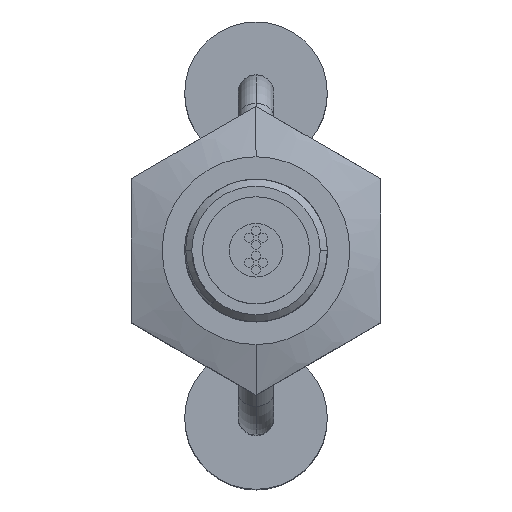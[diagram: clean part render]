
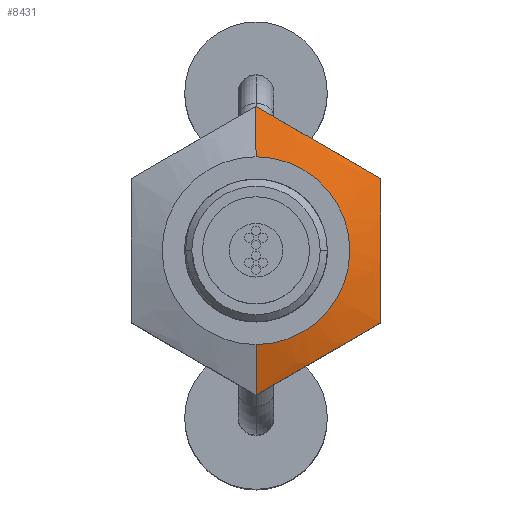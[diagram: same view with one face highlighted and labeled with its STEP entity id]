
A CAD part, top view. The second image highlights one B-rep face of the part: STEP entity #8431.
In plain terms, the highlighted conical face has half-angle 72.854 degrees and reference radius 4.042 mm.
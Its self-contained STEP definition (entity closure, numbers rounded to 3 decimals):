
#256 = CARTESIAN_POINT ( 'NONE',  ( -3.031, -1.75, 0.795 ) ) ;
#465 = VERTEX_POINT ( 'NONE', #8030 ) ;
#507 = CARTESIAN_POINT ( 'NONE',  ( -2.631, 0., 1. ) ) ;
#617 = DIRECTION ( 'NONE',  ( -0.956, 0., -0.295 ) ) ;
#1182 = CARTESIAN_POINT ( 'NONE',  ( 2.631, 0., 1. ) ) ;
#1715 = VERTEX_POINT ( 'NONE', #507 ) ;
#1841 = CARTESIAN_POINT ( 'NONE',  ( -4.041, 0., 0.565 ) ) ;
#1976 = DIRECTION ( 'NONE',  ( 0., 0., 1. ) ) ;
#2083 = B_SPLINE_CURVE_WITH_KNOTS ( 'NONE', 3,
 ( #1841, #6406, #256, #6308, #5709 ),
 .UNSPECIFIED., .F., .F.,
 ( 4, 1, 4 ),
 ( 0., 0.002, 0.004 ),
 .UNSPECIFIED. ) ;
#2220 = CARTESIAN_POINT ( 'NONE',  ( 2.358, -2.917, 0.669 ) ) ;
#2425 = CARTESIAN_POINT ( 'NONE',  ( 4.041, 0., 0.565 ) ) ;
#3148 = CARTESIAN_POINT ( 'NONE',  ( 3.031, -1.75, 0.795 ) ) ;
#3262 = EDGE_CURVE ( 'NONE', #4577, #465, #2083, .T. ) ;
#3265 = CARTESIAN_POINT ( 'NONE',  ( -0.694, -3.5, 0.731 ) ) ;
#3416 = CARTESIAN_POINT ( 'NONE',  ( -1.36, -3.5, 0.667 ) ) ;
#3634 = ORIENTED_EDGE ( 'NONE', *, *, #7802, .F. ) ;
#3674 = EDGE_CURVE ( 'NONE', #465, #9134, #7636, .T. ) ;
#3756 = FACE_OUTER_BOUND ( 'NONE', #8051, .T. ) ;
#3871 = EDGE_CURVE ( 'NONE', #9134, #6361, #4081, .T. ) ;
#4081 = B_SPLINE_CURVE_WITH_KNOTS ( 'NONE', 3,
 ( #9093, #2220, #3148, #7680, #8418 ),
 .UNSPECIFIED., .F., .F.,
 ( 4, 1, 4 ),
 ( 0., 0.002, 0.004 ),
 .UNSPECIFIED. ) ;
#4102 = CARTESIAN_POINT ( 'NONE',  ( -4.041, 0., 0.565 ) ) ;
#4179 = ORIENTED_EDGE ( 'NONE', *, *, #3871, .T. ) ;
#4395 = LINE ( 'NONE', #7515, #5306 ) ;
#4577 = VERTEX_POINT ( 'NONE', #4102 ) ;
#4849 = EDGE_CURVE ( 'NONE', #6588, #6361, #8569, .T. ) ;
#4858 = CONICAL_SURFACE ( 'NONE', #8499, 4.041, 1.272 ) ;
#4877 = CARTESIAN_POINT ( 'NONE',  ( 4.041, 0., 0.565 ) ) ;
#5306 = VECTOR ( 'NONE', #617, 1000. ) ;
#5375 = ORIENTED_EDGE ( 'NONE', *, *, #6095, .T. ) ;
#5479 = CIRCLE ( 'NONE', #7384, 2.631 ) ;
#5709 = CARTESIAN_POINT ( 'NONE',  ( -2.021, -3.5, 0.565 ) ) ;
#5798 = CARTESIAN_POINT ( 'NONE',  ( 2.021, -3.5, 0.565 ) ) ;
#6095 = EDGE_CURVE ( 'NONE', #1715, #4577, #4395, .T. ) ;
#6299 = CARTESIAN_POINT ( 'NONE',  ( 0., 0., 1. ) ) ;
#6308 = CARTESIAN_POINT ( 'NONE',  ( -2.358, -2.917, 0.669 ) ) ;
#6361 = VERTEX_POINT ( 'NONE', #4877 ) ;
#6406 = CARTESIAN_POINT ( 'NONE',  ( -3.705, -0.583, 0.669 ) ) ;
#6447 = CARTESIAN_POINT ( 'NONE',  ( 0.657, -3.5, 0.733 ) ) ;
#6501 = ORIENTED_EDGE ( 'NONE', *, *, #3262, .T. ) ;
#6574 = ORIENTED_EDGE ( 'NONE', *, *, #4849, .F. ) ;
#6588 = VERTEX_POINT ( 'NONE', #1182 ) ;
#6785 = CARTESIAN_POINT ( 'NONE',  ( 0., 0., 0.565 ) ) ;
#6863 = VECTOR ( 'NONE', #7093, 1000. ) ;
#7093 = DIRECTION ( 'NONE',  ( 0.956, 0., -0.295 ) ) ;
#7384 = AXIS2_PLACEMENT_3D ( 'NONE', #6299, #1976, #7839 ) ;
#7515 = CARTESIAN_POINT ( 'NONE',  ( -4.041, 0., 0.565 ) ) ;
#7636 = B_SPLINE_CURVE_WITH_KNOTS ( 'NONE', 3,
 ( #7785, #3416, #3265, #6447, #8895, #5798 ),
 .UNSPECIFIED., .F., .F.,
 ( 4, 2, 4 ),
 ( 0.004, 0.006, 0.008 ),
 .UNSPECIFIED. ) ;
#7680 = CARTESIAN_POINT ( 'NONE',  ( 3.705, -0.583, 0.669 ) ) ;
#7785 = CARTESIAN_POINT ( 'NONE',  ( -2.021, -3.5, 0.565 ) ) ;
#7802 = EDGE_CURVE ( 'NONE', #1715, #6588, #5479, .T. ) ;
#7839 = DIRECTION ( 'NONE',  ( 1., 0., 0. ) ) ;
#8030 = CARTESIAN_POINT ( 'NONE',  ( -2.021, -3.5, 0.565 ) ) ;
#8051 = EDGE_LOOP ( 'NONE', ( #3634, #5375, #6501, #8358, #4179, #6574 ) ) ;
#8358 = ORIENTED_EDGE ( 'NONE', *, *, #3674, .T. ) ;
#8418 = CARTESIAN_POINT ( 'NONE',  ( 4.041, 0., 0.565 ) ) ;
#8431 = ADVANCED_FACE ( 'NONE', ( #3756 ), #4858, .T. ) ;
#8499 = AXIS2_PLACEMENT_3D ( 'NONE', #6785, #9784, #9033 ) ;
#8569 = LINE ( 'NONE', #2425, #6863 ) ;
#8895 = CARTESIAN_POINT ( 'NONE',  ( 1.345, -3.5, 0.669 ) ) ;
#8946 = CARTESIAN_POINT ( 'NONE',  ( 2.021, -3.5, 0.565 ) ) ;
#9033 = DIRECTION ( 'NONE',  ( 1., 0., 0. ) ) ;
#9093 = CARTESIAN_POINT ( 'NONE',  ( 2.021, -3.5, 0.565 ) ) ;
#9134 = VERTEX_POINT ( 'NONE', #8946 ) ;
#9784 = DIRECTION ( 'NONE',  ( 0., 0., -1. ) ) ;
